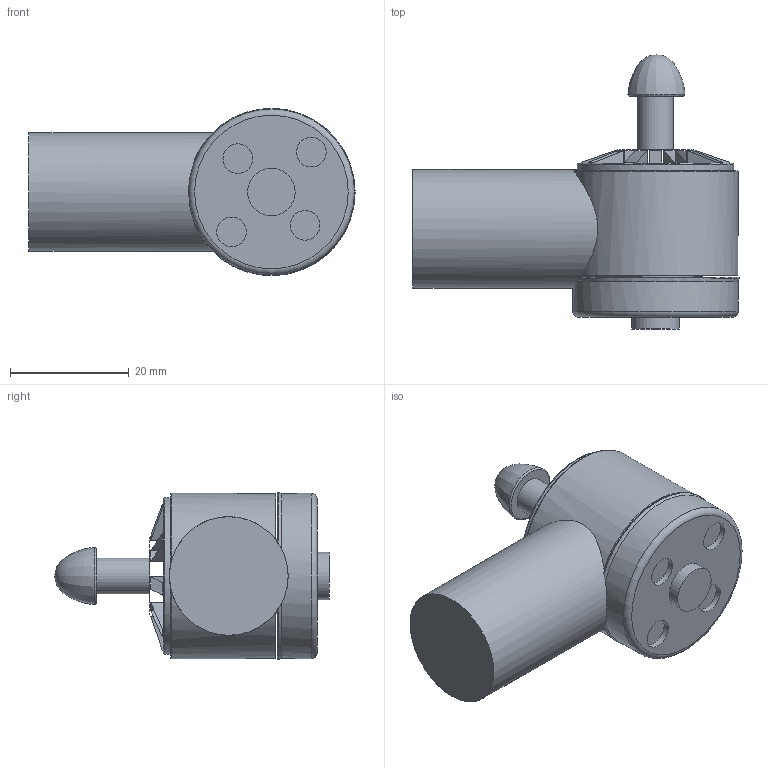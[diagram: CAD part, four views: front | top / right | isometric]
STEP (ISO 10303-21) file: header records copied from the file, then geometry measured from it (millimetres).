
FILE_DESCRIPTION(/* description */ (''),/* implementation_level */ '2;1');
FILE_NAME(/* name */ 'TiltMotor.step',/* time_stamp */ '2023-01-09T01:25:51+05:30',/* author */ (''),/* organization */ (''),/* preprocessor_version */ 'ST-DEVELOPER v19.2',/* originating_system */ 'Autodesk Translation Framework v11.17.0.187',/* authorisation */ '');
FILE_SCHEMA (('AUTOMOTIVE_DESIGN { 1 0 10303 214 3 1 1 }'));
Length unit declared in the file: millimetre
Products named in the file (1): FusionComponent
Bounding box: 55 x 46.21 x 28.19 mm (x, y, z)
Volume: 25218.4 mm3; surface area: 7184.7 mm2
Topology: 1 solids, 1 shells, 81 faces, 191 edges, 127 vertices
Faces by surface type: plane 56, cylinder 16, torus 5, cone 2, bspline 2
Full cylindrical faces by diameter (mm): 5 x4, 6 x1, 8 x1, 20 x1, 26.348 x1, 27.9 x1
Entity records: 2651 total; most frequent: CARTESIAN_POINT 848, ORIENTED_EDGE 380, DIRECTION 346, EDGE_CURVE 190, AXIS2_PLACEMENT_3D 131, VERTEX_POINT 127, EDGE_LOOP 97, LINE 84
